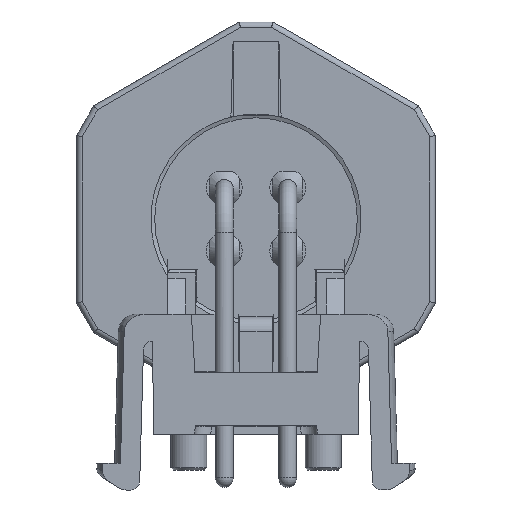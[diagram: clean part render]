
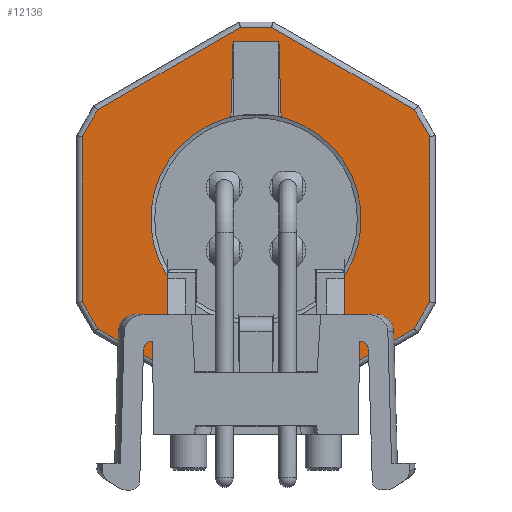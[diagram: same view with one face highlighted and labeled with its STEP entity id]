
A CAD part, left-side view. The second image highlights one B-rep face of the part: STEP entity #12136.
In plain terms, the highlighted planar face has unit normal (-1, 0, 0).
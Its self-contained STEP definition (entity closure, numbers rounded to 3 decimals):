
#520=LINE('',#17662,#1703);
#521=LINE('',#17665,#1704);
#522=LINE('',#17667,#1705);
#523=LINE('',#17669,#1706);
#524=LINE('',#17671,#1707);
#525=LINE('',#17673,#1708);
#526=LINE('',#17675,#1709);
#527=LINE('',#17677,#1710);
#528=LINE('',#17679,#1711);
#529=LINE('',#17681,#1712);
#530=LINE('',#17683,#1713);
#531=LINE('',#17685,#1714);
#532=LINE('',#17687,#1715);
#533=LINE('',#17691,#1716);
#534=LINE('',#17693,#1717);
#535=LINE('',#17695,#1718);
#1703=VECTOR('',#14360,1000.);
#1704=VECTOR('',#14361,1000.);
#1705=VECTOR('',#14362,1000.);
#1706=VECTOR('',#14363,1000.);
#1707=VECTOR('',#14364,1000.);
#1708=VECTOR('',#14365,1000.);
#1709=VECTOR('',#14366,1000.);
#1710=VECTOR('',#14367,1000.);
#1711=VECTOR('',#14368,1000.);
#1712=VECTOR('',#14369,1000.);
#1713=VECTOR('',#14370,1000.);
#1714=VECTOR('',#14371,1000.);
#1715=VECTOR('',#14372,1000.);
#1716=VECTOR('',#14375,1000.);
#1717=VECTOR('',#14376,1000.);
#1718=VECTOR('',#14377,1000.);
#2873=PLANE('',#13031);
#3599=ORIENTED_EDGE('',*,*,#7026,.F.);
#3600=ORIENTED_EDGE('',*,*,#7027,.T.);
#3601=ORIENTED_EDGE('',*,*,#7028,.T.);
#3602=ORIENTED_EDGE('',*,*,#7029,.T.);
#3603=ORIENTED_EDGE('',*,*,#7030,.T.);
#3604=ORIENTED_EDGE('',*,*,#7031,.T.);
#3605=ORIENTED_EDGE('',*,*,#7032,.T.);
#3606=ORIENTED_EDGE('',*,*,#7033,.T.);
#3607=ORIENTED_EDGE('',*,*,#7034,.T.);
#3608=ORIENTED_EDGE('',*,*,#7035,.T.);
#3609=ORIENTED_EDGE('',*,*,#7036,.T.);
#3610=ORIENTED_EDGE('',*,*,#7037,.T.);
#3611=ORIENTED_EDGE('',*,*,#7038,.T.);
#3612=ORIENTED_EDGE('',*,*,#7039,.T.);
#3613=ORIENTED_EDGE('',*,*,#7040,.T.);
#3614=ORIENTED_EDGE('',*,*,#7041,.F.);
#3615=ORIENTED_EDGE('',*,*,#7042,.F.);
#3616=ORIENTED_EDGE('',*,*,#7043,.T.);
#7026=EDGE_CURVE('',#8779,#8780,#520,.T.);
#7027=EDGE_CURVE('',#8779,#8781,#521,.F.);
#7028=EDGE_CURVE('',#8781,#8782,#522,.F.);
#7029=EDGE_CURVE('',#8782,#8783,#523,.F.);
#7030=EDGE_CURVE('',#8783,#8784,#524,.F.);
#7031=EDGE_CURVE('',#8784,#8785,#525,.F.);
#7032=EDGE_CURVE('',#8785,#8786,#526,.F.);
#7033=EDGE_CURVE('',#8786,#8787,#527,.F.);
#7034=EDGE_CURVE('',#8787,#8788,#528,.F.);
#7035=EDGE_CURVE('',#8788,#8789,#529,.F.);
#7036=EDGE_CURVE('',#8789,#8790,#530,.F.);
#7037=EDGE_CURVE('',#8790,#8791,#531,.F.);
#7038=EDGE_CURVE('',#8791,#8792,#532,.T.);
#7039=EDGE_CURVE('',#8792,#8793,#9937,.T.);
#7040=EDGE_CURVE('',#8793,#8794,#533,.T.);
#7041=EDGE_CURVE('',#8795,#8794,#534,.T.);
#7042=EDGE_CURVE('',#8796,#8795,#535,.T.);
#7043=EDGE_CURVE('',#8796,#8780,#9938,.T.);
#8779=VERTEX_POINT('',#17663);
#8780=VERTEX_POINT('',#17664);
#8781=VERTEX_POINT('',#17666);
#8782=VERTEX_POINT('',#17668);
#8783=VERTEX_POINT('',#17670);
#8784=VERTEX_POINT('',#17672);
#8785=VERTEX_POINT('',#17674);
#8786=VERTEX_POINT('',#17676);
#8787=VERTEX_POINT('',#17678);
#8788=VERTEX_POINT('',#17680);
#8789=VERTEX_POINT('',#17682);
#8790=VERTEX_POINT('',#17684);
#8791=VERTEX_POINT('',#17686);
#8792=VERTEX_POINT('',#17688);
#8793=VERTEX_POINT('',#17690);
#8794=VERTEX_POINT('',#17692);
#8795=VERTEX_POINT('',#17694);
#8796=VERTEX_POINT('',#17696);
#9937=CIRCLE('',#13032,5.87);
#9938=CIRCLE('',#13033,5.87);
#10310=EDGE_LOOP('',(#3599,#3600,#3601,#3602,#3603,#3604,#3605,#3606,#3607,
#3608,#3609,#3610,#3611,#3612,#3613,#3614,#3615,#3616));
#11152=FACE_BOUND('',#10310,.T.);
#12136=ADVANCED_FACE('',(#11152),#2873,.F.);
#13031=AXIS2_PLACEMENT_3D('',#17661,#14358,#14359);
#13032=AXIS2_PLACEMENT_3D('',#17689,#14373,#14374);
#13033=AXIS2_PLACEMENT_3D('',#17697,#14378,#14379);
#14358=DIRECTION('',(1.,0.,0.));
#14359=DIRECTION('',(0.,0.,-1.));
#14360=DIRECTION('',(0.,1.,0.));
#14361=DIRECTION('',(0.,-0.5,-0.866));
#14362=DIRECTION('',(0.,-0.866,-0.5));
#14363=DIRECTION('',(0.,-1.,0.));
#14364=DIRECTION('',(0.,-0.866,0.5));
#14365=DIRECTION('',(0.,-0.5,0.866));
#14366=DIRECTION('',(0.,0.,1.));
#14367=DIRECTION('',(0.,0.5,0.866));
#14368=DIRECTION('',(0.,0.866,0.5));
#14369=DIRECTION('',(0.,1.,0.));
#14370=DIRECTION('',(0.,0.866,-0.5));
#14371=DIRECTION('',(0.,0.5,-0.866));
#14372=DIRECTION('',(0.,1.,0.));
#14373=DIRECTION('',(1.,0.,0.));
#14374=DIRECTION('',(0.,0.,-1.));
#14375=DIRECTION('',(0.,1.,0.));
#14376=DIRECTION('',(0.,0.,-1.));
#14377=DIRECTION('',(0.,1.,0.));
#14378=DIRECTION('',(1.,0.,0.));
#14379=DIRECTION('',(0.,0.,-1.));
#17661=CARTESIAN_POINT('',(-1.5,0.,0.));
#17662=CARTESIAN_POINT('',(-1.5,-10.,4.93));
#17663=CARTESIAN_POINT('',(-1.5,-8.354,4.93));
#17664=CARTESIAN_POINT('',(-1.5,-3.186,4.93));
#17665=CARTESIAN_POINT('',(-1.5,-8.4,4.85));
#17666=CARTESIAN_POINT('',(-1.5,-6.101,8.833));
#17667=CARTESIAN_POINT('',(-1.5,-5.35,9.266));
#17668=CARTESIAN_POINT('',(-1.5,-4.599,9.7));
#17669=CARTESIAN_POINT('',(-1.5,0.,9.7));
#17670=CARTESIAN_POINT('',(-1.5,4.599,9.7));
#17671=CARTESIAN_POINT('',(-1.5,5.35,9.266));
#17672=CARTESIAN_POINT('',(-1.5,6.101,8.833));
#17673=CARTESIAN_POINT('',(-1.5,8.4,4.85));
#17674=CARTESIAN_POINT('',(-1.5,10.7,0.867));
#17675=CARTESIAN_POINT('',(-1.5,10.7,0.));
#17676=CARTESIAN_POINT('',(-1.5,10.7,-0.867));
#17677=CARTESIAN_POINT('',(-1.5,8.4,-4.85));
#17678=CARTESIAN_POINT('',(-1.5,6.101,-8.833));
#17679=CARTESIAN_POINT('',(-1.5,5.35,-9.266));
#17680=CARTESIAN_POINT('',(-1.5,4.599,-9.7));
#17681=CARTESIAN_POINT('',(-1.5,0.,-9.7));
#17682=CARTESIAN_POINT('',(-1.5,-4.599,-9.7));
#17683=CARTESIAN_POINT('',(-1.5,-5.35,-9.266));
#17684=CARTESIAN_POINT('',(-1.5,-6.101,-8.833));
#17685=CARTESIAN_POINT('',(-1.5,-8.4,-4.85));
#17686=CARTESIAN_POINT('',(-1.5,-8.354,-4.93));
#17687=CARTESIAN_POINT('',(-1.5,-10.,-4.93));
#17688=CARTESIAN_POINT('',(-1.5,-3.186,-4.93));
#17689=CARTESIAN_POINT('',(-1.5,0.,0.));
#17690=CARTESIAN_POINT('',(-1.5,5.815,-0.8));
#17691=CARTESIAN_POINT('',(-1.5,5.701,-0.8));
#17692=CARTESIAN_POINT('',(-1.5,9.918,-0.8));
#17693=CARTESIAN_POINT('',(-1.5,9.918,1.2));
#17694=CARTESIAN_POINT('',(-1.5,9.918,0.8));
#17695=CARTESIAN_POINT('',(-1.5,5.701,0.8));
#17696=CARTESIAN_POINT('',(-1.5,5.815,0.8));
#17697=CARTESIAN_POINT('',(-1.5,0.,0.));
